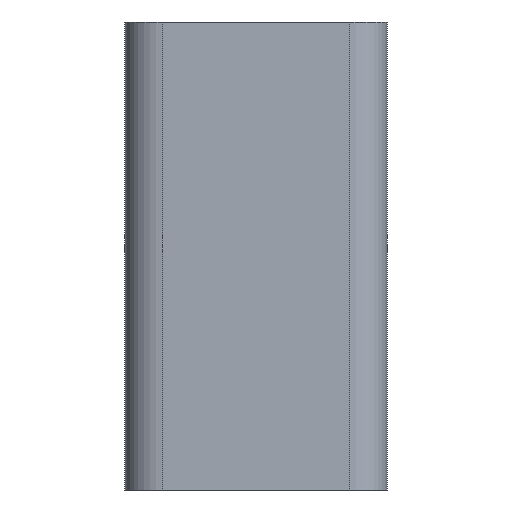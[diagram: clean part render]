
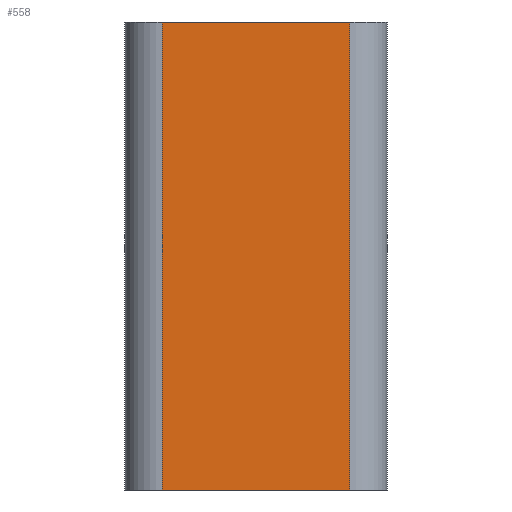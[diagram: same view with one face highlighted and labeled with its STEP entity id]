
A CAD part, left-side view. The second image highlights one B-rep face of the part: STEP entity #558.
In plain terms, the highlighted planar face has unit normal (-1, 0, 0).
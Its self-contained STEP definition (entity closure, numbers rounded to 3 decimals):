
#538 = CARTESIAN_POINT ( 'NONE',  ( -100., -10., 25. ) ) ;
#558 = ADVANCED_FACE ( 'NONE', ( #5170 ), #3794, .F. ) ;
#732 = VERTEX_POINT ( 'NONE', #3498 ) ;
#734 = VECTOR ( 'NONE', #1384, 1000. ) ;
#1081 = LINE ( 'NONE', #2892, #3253 ) ;
#1353 = DIRECTION ( 'NONE',  ( 0., 1., 0. ) ) ;
#1384 = DIRECTION ( 'NONE',  ( 0., 0., -1. ) ) ;
#1459 = CARTESIAN_POINT ( 'NONE',  ( -100., -10., -25. ) ) ;
#1597 = LINE ( 'NONE', #1662, #4449 ) ;
#1662 = CARTESIAN_POINT ( 'NONE',  ( -100., 10., 25. ) ) ;
#1787 = ORIENTED_EDGE ( 'NONE', *, *, #4958, .T. ) ;
#1810 = VERTEX_POINT ( 'NONE', #1459 ) ;
#2392 = DIRECTION ( 'NONE',  ( 1., 0., 0. ) ) ;
#2548 = LINE ( 'NONE', #2929, #4074 ) ;
#2633 = VERTEX_POINT ( 'NONE', #538 ) ;
#2713 = AXIS2_PLACEMENT_3D ( 'NONE', #3819, #2392, #1353 ) ;
#2892 = CARTESIAN_POINT ( 'NONE',  ( -100., 10., -25. ) ) ;
#2929 = CARTESIAN_POINT ( 'NONE',  ( -100., 10., 25. ) ) ;
#3174 = ORIENTED_EDGE ( 'NONE', *, *, #3242, .T. ) ;
#3242 = EDGE_CURVE ( 'NONE', #732, #1810, #1081, .T. ) ;
#3253 = VECTOR ( 'NONE', #4469, 1000. ) ;
#3387 = EDGE_CURVE ( 'NONE', #5378, #2633, #1597, .T. ) ;
#3498 = CARTESIAN_POINT ( 'NONE',  ( -100., 10., -25. ) ) ;
#3658 = CARTESIAN_POINT ( 'NONE',  ( -100., 10., 25. ) ) ;
#3794 = PLANE ( 'NONE',  #2713 ) ;
#3819 = CARTESIAN_POINT ( 'NONE',  ( -100., 10., 25. ) ) ;
#4074 = VECTOR ( 'NONE', #5417, 1000. ) ;
#4172 = CARTESIAN_POINT ( 'NONE',  ( -100., -10., 25. ) ) ;
#4449 = VECTOR ( 'NONE', #4966, 1000. ) ;
#4458 = EDGE_CURVE ( 'NONE', #2633, #1810, #4643, .T. ) ;
#4469 = DIRECTION ( 'NONE',  ( 0., -1., 0. ) ) ;
#4643 = LINE ( 'NONE', #4172, #734 ) ;
#4658 = ORIENTED_EDGE ( 'NONE', *, *, #4458, .F. ) ;
#4705 = ORIENTED_EDGE ( 'NONE', *, *, #3387, .F. ) ;
#4958 = EDGE_CURVE ( 'NONE', #5378, #732, #2548, .T. ) ;
#4966 = DIRECTION ( 'NONE',  ( 0., -1., 0. ) ) ;
#5054 = EDGE_LOOP ( 'NONE', ( #3174, #4658, #4705, #1787 ) ) ;
#5170 = FACE_OUTER_BOUND ( 'NONE', #5054, .T. ) ;
#5378 = VERTEX_POINT ( 'NONE', #3658 ) ;
#5417 = DIRECTION ( 'NONE',  ( 0., 0., -1. ) ) ;
